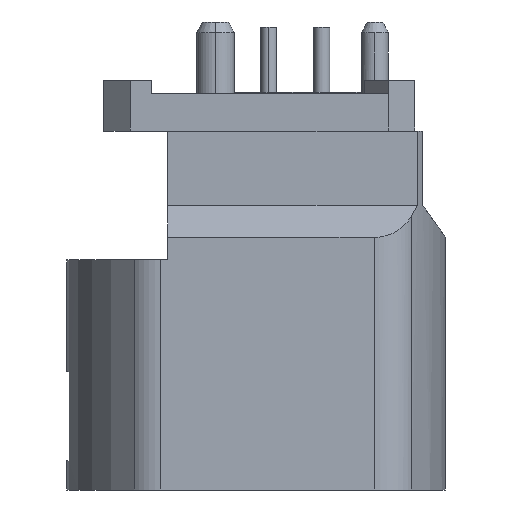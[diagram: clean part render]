
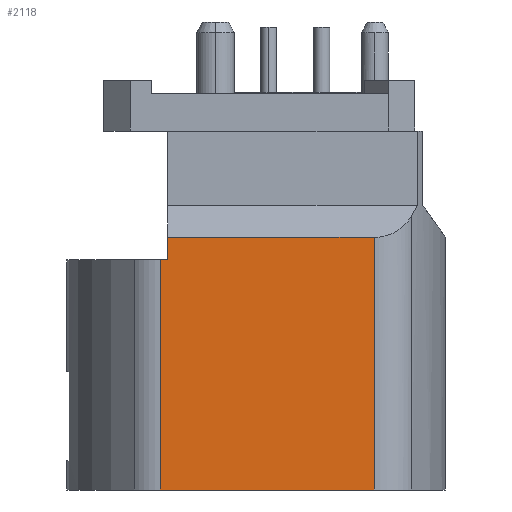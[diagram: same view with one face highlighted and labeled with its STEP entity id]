
A CAD part, left-side view. The second image highlights one B-rep face of the part: STEP entity #2118.
In plain terms, the highlighted planar face has unit normal (-1, 0, 0).
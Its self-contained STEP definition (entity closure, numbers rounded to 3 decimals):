
#1462=LINE('',#6279,#1785);
#1464=LINE('',#6287,#1787);
#1465=LINE('',#6289,#1788);
#1466=LINE('',#6291,#1789);
#1467=LINE('',#6293,#1790);
#1468=LINE('',#6295,#1791);
#1785=VECTOR('',#5227,1.);
#1787=VECTOR('',#5235,1.);
#1788=VECTOR('',#5238,1.);
#1789=VECTOR('',#5239,1.);
#1790=VECTOR('',#5240,1.);
#1791=VECTOR('',#5241,1.);
#2118=ADVANCED_FACE('',(#2408),#2295,.T.);
#2295=PLANE('',#4784);
#2408=FACE_OUTER_BOUND('',#2586,.T.);
#2586=EDGE_LOOP('',(#2880,#2881,#2882,#2883,#2884,#2885));
#2880=ORIENTED_EDGE('',*,*,#4164,.T.);
#2881=ORIENTED_EDGE('',*,*,#4168,.F.);
#2882=ORIENTED_EDGE('',*,*,#4169,.F.);
#2883=ORIENTED_EDGE('',*,*,#4170,.F.);
#2884=ORIENTED_EDGE('',*,*,#4171,.T.);
#2885=ORIENTED_EDGE('',*,*,#4172,.T.);
#3830=VERTEX_POINT('',#6280);
#3831=VERTEX_POINT('',#6281);
#3832=VERTEX_POINT('',#6286);
#3833=VERTEX_POINT('',#6290);
#3834=VERTEX_POINT('',#6292);
#3835=VERTEX_POINT('',#6294);
#4164=EDGE_CURVE('',#3830,#3831,#1462,.T.);
#4168=EDGE_CURVE('',#3832,#3831,#1464,.T.);
#4169=EDGE_CURVE('',#3833,#3832,#1465,.T.);
#4170=EDGE_CURVE('',#3834,#3833,#1466,.T.);
#4171=EDGE_CURVE('',#3834,#3835,#1467,.T.);
#4172=EDGE_CURVE('',#3835,#3830,#1468,.T.);
#4784=AXIS2_PLACEMENT_3D('',#6296,#5242,#5243);
#5227=DIRECTION('',(0.,0.,1.));
#5235=DIRECTION('',(0.,-1.,0.));
#5238=DIRECTION('',(0.,0.,1.));
#5239=DIRECTION('',(0.,-1.,0.));
#5240=DIRECTION('',(0.,0.,-1.));
#5241=DIRECTION('',(0.,-1.,0.));
#5242=DIRECTION('',(-1.,0.,0.));
#5243=DIRECTION('',(0.,-1.,0.));
#6279=CARTESIAN_POINT('',(-6.,-2.966,-13.85));
#6280=CARTESIAN_POINT('',(-6.,-2.966,-13.85));
#6281=CARTESIAN_POINT('',(-6.,-2.966,-4.35));
#6286=CARTESIAN_POINT('',(-6.,4.8,-4.35));
#6287=CARTESIAN_POINT('',(-6.,4.3,-4.35));
#6289=CARTESIAN_POINT('',(-6.,4.8,-0.35));
#6290=CARTESIAN_POINT('',(-6.,4.8,-5.2));
#6291=CARTESIAN_POINT('',(-6.,5.069,-5.2));
#6292=CARTESIAN_POINT('',(-6.,5.069,-5.2));
#6293=CARTESIAN_POINT('',(-6.,5.069,-5.2));
#6294=CARTESIAN_POINT('',(-6.,5.069,-13.85));
#6295=CARTESIAN_POINT('',(-6.,5.069,-13.85));
#6296=CARTESIAN_POINT('',(-6.,-5.65,-0.35));
